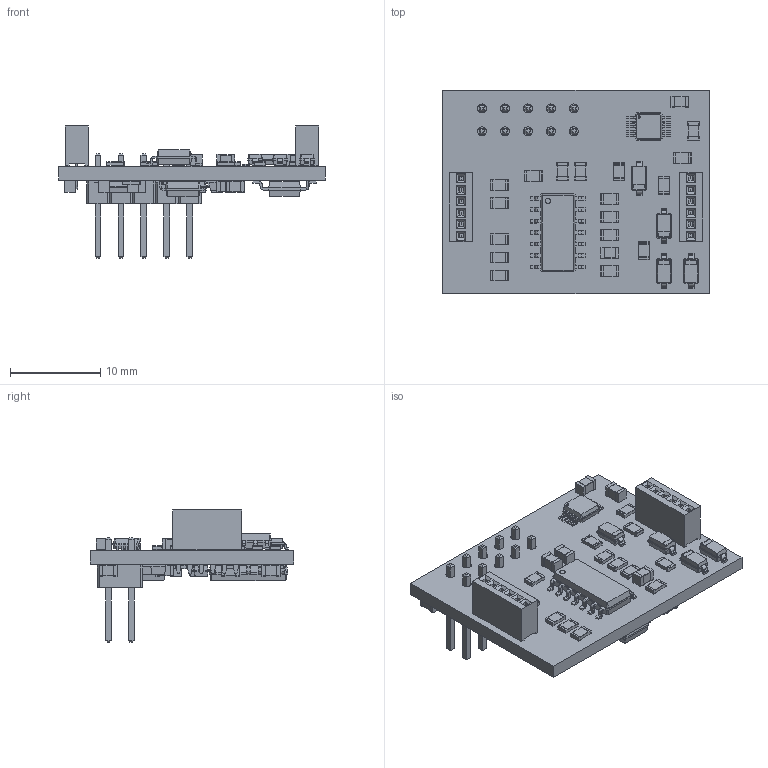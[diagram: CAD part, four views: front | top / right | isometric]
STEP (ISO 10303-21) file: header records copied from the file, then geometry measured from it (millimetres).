
FILE_DESCRIPTION(('KiCad electronic assembly'),'2;1');
FILE_NAME('cv-gate.step','2025-03-11T13:11:53',('Pcbnew'),('Kicad'), 'Open CASCADE STEP processor 7.8','KiCad to STEP converter','Unknown' );
FILE_SCHEMA(('AUTOMOTIVE_DESIGN { 1 0 10303 214 1 1 1 1 }'));
Length unit declared in the file: millimetre
Products named in the file (11): cv-gate 1; C_0805_2012Metric; D_SOD-123; R_0805_2012Metric; PinSocket_1x06_P1.27mm_Vertical; VSSOP-10_3x3mm_P0.5mm; SOIC-14_3.9x8.7mm_P1.27mm; D_SOD-123F; PinHeader_2x05_P2.54mm_Vertical; SOT-223; cv-gate_PCB
Assembly tree (50 placements, depth 2):
  cv-gate 1
    C_0805_2012Metric  x15
    D_SOD-123  x6
    R_0805_2012Metric  x19
    PinSocket_1x06_P1.27mm_Vertical  x2
    VSSOP-10_3x3mm_P0.5mm
    SOIC-14_3.9x8.7mm_P1.27mm  x2
    D_SOD-123F  x2
    PinHeader_2x05_P2.54mm_Vertical
    SOT-223
    cv-gate_PCB
Bounding box: 29.5 x 22.5 x 14.62 mm (x, y, z)
Volume: 1596.1 mm3; surface area: 3291.1 mm2
Topology: 50 solids, 50 shells, 2700 faces, 6849 edges, 4334 vertices
Faces by surface type: plane 1825, cylinder 573, bspline 302
Full cylindrical faces by diameter (mm): 0.25 x1, 0.6 x2, 0.7 x12, 1 x10
Entity records: 39752 total; most frequent: CARTESIAN_POINT 6009, ORIENTED_EDGE 5392, DIRECTION 4886, EDGE_CURVE 2696, LINE 2244, VECTOR 2244, VERTEX_POINT 1688, AXIS2_PLACEMENT_3D 1321
